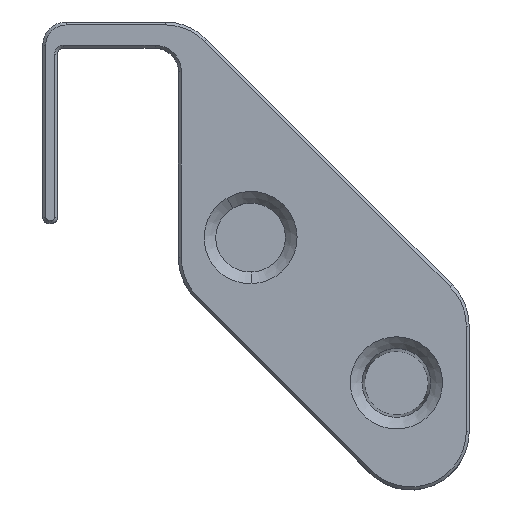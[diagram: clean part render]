
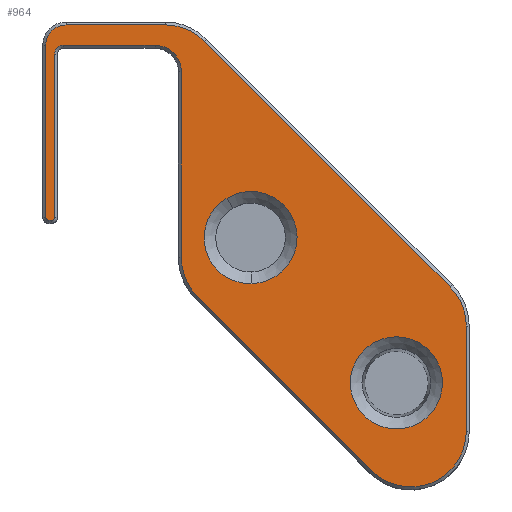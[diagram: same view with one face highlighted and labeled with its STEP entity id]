
A CAD part, top view. The second image highlights one B-rep face of the part: STEP entity #964.
In plain terms, the highlighted planar face has unit normal (0, 0, 1).
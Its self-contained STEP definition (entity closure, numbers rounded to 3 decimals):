
#29=FACE_BOUND('',#129,.T.);
#30=FACE_BOUND('',#130,.T.);
#31=PLANE('',#1045);
#63=FACE_OUTER_BOUND('',#128,.T.);
#128=EDGE_LOOP('',(#659,#660,#661,#662,#663,#664,#665,#666,#667,#668,#669,
#670,#671,#672,#673,#674,#675,#676));
#129=EDGE_LOOP('',(#677,#678));
#130=EDGE_LOOP('',(#679));
#195=LINE('',#1484,#290);
#196=LINE('',#1488,#291);
#197=LINE('',#1492,#292);
#198=LINE('',#1496,#293);
#199=LINE('',#1500,#294);
#200=LINE('',#1504,#295);
#201=LINE('',#1508,#296);
#202=LINE('',#1512,#297);
#203=LINE('',#1515,#298);
#290=VECTOR('',#1166,10.);
#291=VECTOR('',#1169,10.);
#292=VECTOR('',#1172,10.);
#293=VECTOR('',#1175,10.);
#294=VECTOR('',#1178,10.);
#295=VECTOR('',#1181,10.);
#296=VECTOR('',#1184,10.);
#297=VECTOR('',#1187,10.);
#298=VECTOR('',#1190,10.);
#384=CIRCLE('',#1043,7.9);
#386=CIRCLE('',#1046,9.5);
#387=CIRCLE('',#1047,9.5);
#388=CIRCLE('',#1048,9.5);
#389=CIRCLE('',#1049,9.5);
#390=CIRCLE('',#1050,3.5);
#391=CIRCLE('',#1051,0.5);
#392=CIRCLE('',#1052,0.5);
#393=CIRCLE('',#1053,1.5);
#394=CIRCLE('',#1054,4.5);
#395=CIRCLE('',#1055,7.9);
#396=CIRCLE('',#1056,7.85);
#430=VERTEX_POINT('',#1474);
#432=VERTEX_POINT('',#1480);
#433=VERTEX_POINT('',#1481);
#434=VERTEX_POINT('',#1483);
#435=VERTEX_POINT('',#1485);
#436=VERTEX_POINT('',#1487);
#437=VERTEX_POINT('',#1489);
#438=VERTEX_POINT('',#1491);
#439=VERTEX_POINT('',#1493);
#440=VERTEX_POINT('',#1495);
#441=VERTEX_POINT('',#1497);
#442=VERTEX_POINT('',#1499);
#443=VERTEX_POINT('',#1501);
#444=VERTEX_POINT('',#1503);
#445=VERTEX_POINT('',#1505);
#446=VERTEX_POINT('',#1507);
#447=VERTEX_POINT('',#1509);
#448=VERTEX_POINT('',#1511);
#449=VERTEX_POINT('',#1513);
#450=VERTEX_POINT('',#1516);
#451=VERTEX_POINT('',#1517);
#512=EDGE_CURVE('',#430,#430,#384,.T.);
#515=EDGE_CURVE('',#432,#433,#386,.T.);
#516=EDGE_CURVE('',#434,#432,#195,.T.);
#517=EDGE_CURVE('',#435,#434,#387,.T.);
#518=EDGE_CURVE('',#436,#435,#196,.T.);
#519=EDGE_CURVE('',#437,#436,#388,.T.);
#520=EDGE_CURVE('',#438,#437,#197,.T.);
#521=EDGE_CURVE('',#439,#438,#389,.T.);
#522=EDGE_CURVE('',#440,#439,#198,.T.);
#523=EDGE_CURVE('',#441,#440,#390,.T.);
#524=EDGE_CURVE('',#442,#441,#199,.T.);
#525=EDGE_CURVE('',#443,#442,#391,.T.);
#526=EDGE_CURVE('',#444,#443,#200,.T.);
#527=EDGE_CURVE('',#445,#444,#392,.T.);
#528=EDGE_CURVE('',#446,#445,#201,.T.);
#529=EDGE_CURVE('',#447,#446,#393,.T.);
#530=EDGE_CURVE('',#448,#447,#202,.T.);
#531=EDGE_CURVE('',#449,#448,#394,.T.);
#532=EDGE_CURVE('',#433,#449,#203,.T.);
#533=EDGE_CURVE('',#450,#451,#395,.T.);
#534=EDGE_CURVE('',#451,#450,#396,.T.);
#659=ORIENTED_EDGE('',*,*,#515,.F.);
#660=ORIENTED_EDGE('',*,*,#516,.F.);
#661=ORIENTED_EDGE('',*,*,#517,.F.);
#662=ORIENTED_EDGE('',*,*,#518,.F.);
#663=ORIENTED_EDGE('',*,*,#519,.F.);
#664=ORIENTED_EDGE('',*,*,#520,.F.);
#665=ORIENTED_EDGE('',*,*,#521,.F.);
#666=ORIENTED_EDGE('',*,*,#522,.F.);
#667=ORIENTED_EDGE('',*,*,#523,.F.);
#668=ORIENTED_EDGE('',*,*,#524,.F.);
#669=ORIENTED_EDGE('',*,*,#525,.F.);
#670=ORIENTED_EDGE('',*,*,#526,.F.);
#671=ORIENTED_EDGE('',*,*,#527,.F.);
#672=ORIENTED_EDGE('',*,*,#528,.F.);
#673=ORIENTED_EDGE('',*,*,#529,.F.);
#674=ORIENTED_EDGE('',*,*,#530,.F.);
#675=ORIENTED_EDGE('',*,*,#531,.F.);
#676=ORIENTED_EDGE('',*,*,#532,.F.);
#677=ORIENTED_EDGE('',*,*,#533,.F.);
#678=ORIENTED_EDGE('',*,*,#534,.F.);
#679=ORIENTED_EDGE('',*,*,#512,.F.);
#964=ADVANCED_FACE('',(#63,#29,#30),#31,.T.);
#1043=AXIS2_PLACEMENT_3D('',#1475,#1157,#1158);
#1045=AXIS2_PLACEMENT_3D('',#1479,#1162,#1163);
#1046=AXIS2_PLACEMENT_3D('',#1482,#1164,#1165);
#1047=AXIS2_PLACEMENT_3D('',#1486,#1167,#1168);
#1048=AXIS2_PLACEMENT_3D('',#1490,#1170,#1171);
#1049=AXIS2_PLACEMENT_3D('',#1494,#1173,#1174);
#1050=AXIS2_PLACEMENT_3D('',#1498,#1176,#1177);
#1051=AXIS2_PLACEMENT_3D('',#1502,#1179,#1180);
#1052=AXIS2_PLACEMENT_3D('',#1506,#1182,#1183);
#1053=AXIS2_PLACEMENT_3D('',#1510,#1185,#1186);
#1054=AXIS2_PLACEMENT_3D('',#1514,#1188,#1189);
#1055=AXIS2_PLACEMENT_3D('',#1518,#1191,#1192);
#1056=AXIS2_PLACEMENT_3D('',#1519,#1193,#1194);
#1157=DIRECTION('center_axis',(0.,0.,1.));
#1158=DIRECTION('ref_axis',(1.,0.,0.));
#1162=DIRECTION('center_axis',(0.,0.,1.));
#1163=DIRECTION('ref_axis',(1.,0.,0.));
#1164=DIRECTION('center_axis',(0.,0.,-1.));
#1165=DIRECTION('ref_axis',(-0.924,-0.383,0.));
#1166=DIRECTION('',(-0.707,0.707,0.));
#1167=DIRECTION('center_axis',(0.,0.,-1.));
#1168=DIRECTION('ref_axis',(0.383,-0.924,0.));
#1169=DIRECTION('',(0.,-1.,0.));
#1170=DIRECTION('center_axis',(0.,0.,-1.));
#1171=DIRECTION('ref_axis',(0.924,0.383,0.));
#1172=DIRECTION('',(0.707,-0.707,0.));
#1173=DIRECTION('center_axis',(0.,0.,-1.));
#1174=DIRECTION('ref_axis',(0.383,0.924,0.));
#1175=DIRECTION('',(1.,0.,0.));
#1176=DIRECTION('center_axis',(0.,0.,-1.));
#1177=DIRECTION('ref_axis',(-0.707,0.707,0.));
#1178=DIRECTION('',(0.,1.,0.));
#1179=DIRECTION('center_axis',(0.,0.,-1.));
#1180=DIRECTION('ref_axis',(-0.707,-0.707,0.));
#1181=DIRECTION('',(-1.,0.,0.));
#1182=DIRECTION('center_axis',(0.,0.,-1.));
#1183=DIRECTION('ref_axis',(0.707,-0.707,0.));
#1184=DIRECTION('',(0.,-1.,0.));
#1185=DIRECTION('center_axis',(0.,0.,1.));
#1186=DIRECTION('ref_axis',(-0.707,0.707,0.));
#1187=DIRECTION('',(-1.,0.,0.));
#1188=DIRECTION('center_axis',(0.,0.,1.));
#1189=DIRECTION('ref_axis',(0.707,0.707,0.));
#1190=DIRECTION('',(0.,1.,0.));
#1191=DIRECTION('center_axis',(0.,0.,1.));
#1192=DIRECTION('ref_axis',(1.,0.,0.));
#1193=DIRECTION('center_axis',(0.,0.,1.));
#1194=DIRECTION('ref_axis',(-1.,0.,0.));
#1474=CARTESIAN_POINT('',(50.215,-57.365,25.4));
#1475=CARTESIAN_POINT('Origin',(58.115,-57.365,25.4));
#1479=CARTESIAN_POINT('Origin',(34.046,-43.671,25.4));
#1480=CARTESIAN_POINT('',(24.032,-42.575,25.4));
#1481=CARTESIAN_POINT('',(21.25,-35.858,25.4));
#1482=CARTESIAN_POINT('Origin',(30.75,-35.858,25.4));
#1483=CARTESIAN_POINT('',(53.875,-72.418,25.4));
#1484=CARTESIAN_POINT('',(25.345,-43.888,25.4));
#1485=CARTESIAN_POINT('',(70.093,-65.701,25.4));
#1486=CARTESIAN_POINT('Origin',(60.593,-65.701,25.4));
#1487=CARTESIAN_POINT('',(70.093,-47.621,25.4));
#1488=CARTESIAN_POINT('',(70.093,-66.757,25.4));
#1489=CARTESIAN_POINT('',(67.31,-40.903,25.4));
#1490=CARTESIAN_POINT('Origin',(60.593,-47.621,25.4));
#1491=CARTESIAN_POINT('',(25.189,1.218,25.4));
#1492=CARTESIAN_POINT('',(61.858,-35.451,25.4));
#1493=CARTESIAN_POINT('',(18.472,4.,25.4));
#1494=CARTESIAN_POINT('Origin',(18.472,-5.5,25.4));
#1495=CARTESIAN_POINT('',(1.5,4.,25.4));
#1496=CARTESIAN_POINT('',(27.916,4.,25.4));
#1497=CARTESIAN_POINT('',(-2.,0.5,25.4));
#1498=CARTESIAN_POINT('Origin',(1.5,0.5,25.4));
#1499=CARTESIAN_POINT('',(-2.,-29.,25.4));
#1500=CARTESIAN_POINT('',(-2.,-20.586,25.4));
#1501=CARTESIAN_POINT('',(-1.5,-29.5,25.4));
#1502=CARTESIAN_POINT('Origin',(-1.5,-29.,25.4));
#1503=CARTESIAN_POINT('',(-1.,-29.5,25.4));
#1504=CARTESIAN_POINT('',(15.773,-29.5,25.4));
#1505=CARTESIAN_POINT('',(-0.5,-29.,25.4));
#1506=CARTESIAN_POINT('Origin',(-1.,-29.,25.4));
#1507=CARTESIAN_POINT('',(-0.5,-1.,25.4));
#1508=CARTESIAN_POINT('',(-0.5,-36.836,25.4));
#1509=CARTESIAN_POINT('',(1.,0.5,25.4));
#1510=CARTESIAN_POINT('Origin',(1.,-1.,25.4));
#1511=CARTESIAN_POINT('',(16.75,0.5,25.4));
#1512=CARTESIAN_POINT('',(17.023,0.5,25.4));
#1513=CARTESIAN_POINT('',(21.25,-4.,25.4));
#1514=CARTESIAN_POINT('Origin',(16.75,-4.,25.4));
#1515=CARTESIAN_POINT('',(21.25,-21.836,25.4));
#1516=CARTESIAN_POINT('',(33.362,-40.342,25.4));
#1517=CARTESIAN_POINT('',(29.081,-25.698,25.4));
#1518=CARTESIAN_POINT('Origin',(33.193,-32.443,25.4));
#1519=CARTESIAN_POINT('Origin',(33.,-32.5,25.4));
